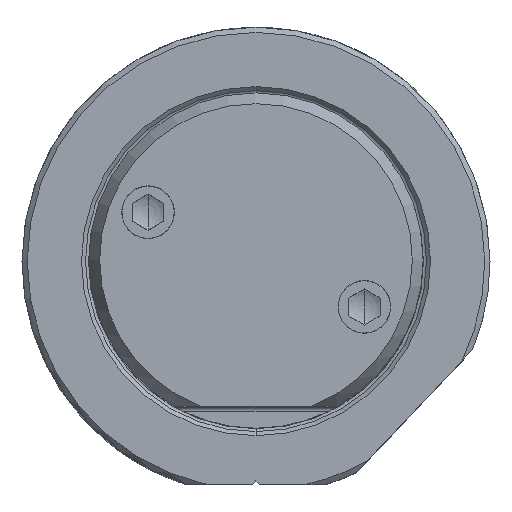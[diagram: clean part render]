
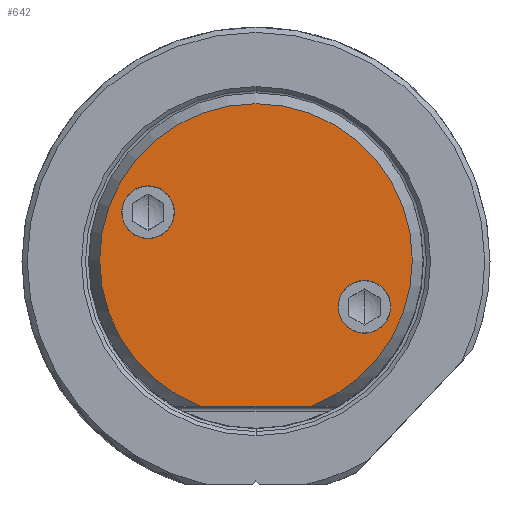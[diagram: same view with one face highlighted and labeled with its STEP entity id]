
A CAD part, top view. The second image highlights one B-rep face of the part: STEP entity #642.
In plain terms, the highlighted planar face has unit normal (0, 0, 1).
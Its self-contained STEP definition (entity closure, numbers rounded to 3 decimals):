
#145=PLANE('',#5757);
#642=ADVANCED_FACE('',(#928,#929,#930),#145,.T.);
#928=FACE_BOUND('',#1070,.T.);
#929=FACE_BOUND('',#1071,.T.);
#930=FACE_BOUND('',#1072,.T.);
#1070=EDGE_LOOP('',(#2917,#2918,#2919,#2920));
#1071=EDGE_LOOP('',(#2921,#2922));
#1072=EDGE_LOOP('',(#2923,#2924));
#1412=LINE('',#11221,#1718);
#1718=VECTOR('',#6782,1.);
#2006=CIRCLE('',#5749,14.847);
#2007=CIRCLE('',#5750,14.847);
#2008=CIRCLE('',#5751,14.847);
#2009=CIRCLE('',#5753,2.5);
#2010=CIRCLE('',#5754,2.5);
#2011=CIRCLE('',#5755,2.5);
#2012=CIRCLE('',#5756,2.5);
#2917=ORIENTED_EDGE('',*,*,#4734,.T.);
#2918=ORIENTED_EDGE('',*,*,#4733,.T.);
#2919=ORIENTED_EDGE('',*,*,#4730,.F.);
#2920=ORIENTED_EDGE('',*,*,#4735,.T.);
#2921=ORIENTED_EDGE('',*,*,#4736,.T.);
#2922=ORIENTED_EDGE('',*,*,#4737,.T.);
#2923=ORIENTED_EDGE('',*,*,#4738,.T.);
#2924=ORIENTED_EDGE('',*,*,#4739,.T.);
#4071=VERTEX_POINT('',#11222);
#4072=VERTEX_POINT('',#11223);
#4073=VERTEX_POINT('',#11234);
#4074=VERTEX_POINT('',#11236);
#4075=VERTEX_POINT('',#11240);
#4076=VERTEX_POINT('',#11241);
#4077=VERTEX_POINT('',#11244);
#4078=VERTEX_POINT('',#11245);
#4730=EDGE_CURVE('',#4071,#4072,#1412,.T.);
#4733=EDGE_CURVE('',#4073,#4072,#2006,.T.);
#4734=EDGE_CURVE('',#4074,#4073,#2007,.T.);
#4735=EDGE_CURVE('',#4071,#4074,#2008,.T.);
#4736=EDGE_CURVE('',#4075,#4076,#2009,.T.);
#4737=EDGE_CURVE('',#4076,#4075,#2010,.T.);
#4738=EDGE_CURVE('',#4077,#4078,#2011,.T.);
#4739=EDGE_CURVE('',#4078,#4077,#2012,.T.);
#5749=AXIS2_PLACEMENT_3D('',#11233,#6785,#6786);
#5750=AXIS2_PLACEMENT_3D('',#11235,#6787,#6788);
#5751=AXIS2_PLACEMENT_3D('',#11237,#6789,#6790);
#5753=AXIS2_PLACEMENT_3D('',#11239,#6793,#6794);
#5754=AXIS2_PLACEMENT_3D('',#11242,#6795,#6796);
#5755=AXIS2_PLACEMENT_3D('',#11243,#6797,#6798);
#5756=AXIS2_PLACEMENT_3D('',#11246,#6799,#6800);
#5757=AXIS2_PLACEMENT_3D('',#11247,#6801,#6802);
#6782=DIRECTION('',(-1.,0.,0.));
#6785=DIRECTION('',(0.,0.,1.));
#6786=DIRECTION('',(-1.,0.,0.));
#6787=DIRECTION('',(0.,0.,1.));
#6788=DIRECTION('',(1.,0.,0.));
#6789=DIRECTION('',(0.,0.,1.));
#6790=DIRECTION('',(0.356,-0.935,0.));
#6793=DIRECTION('',(0.,0.,-1.));
#6794=DIRECTION('',(1.,0.,0.));
#6795=DIRECTION('',(0.,0.,-1.));
#6796=DIRECTION('',(-1.,0.,0.));
#6797=DIRECTION('',(0.,0.,-1.));
#6798=DIRECTION('',(1.,0.,0.));
#6799=DIRECTION('',(0.,0.,-1.));
#6800=DIRECTION('',(-1.,0.,0.));
#6801=DIRECTION('',(0.,0.,1.));
#6802=DIRECTION('',(1.,0.,0.));
#11221=CARTESIAN_POINT('',(5.284,-13.875,60.33));
#11222=CARTESIAN_POINT('',(5.284,-13.875,60.33));
#11223=CARTESIAN_POINT('',(-5.284,-13.875,60.33));
#11233=CARTESIAN_POINT('',(0.,0.,60.33));
#11234=CARTESIAN_POINT('',(-14.847,0.,60.33));
#11235=CARTESIAN_POINT('',(0.,0.,60.33));
#11236=CARTESIAN_POINT('',(14.847,0.,60.33));
#11237=CARTESIAN_POINT('',(0.,0.,60.33));
#11239=CARTESIAN_POINT('',(10.293,-4.452,60.33));
#11240=CARTESIAN_POINT('',(12.793,-4.452,60.33));
#11241=CARTESIAN_POINT('',(7.793,-4.452,60.33));
#11242=CARTESIAN_POINT('',(10.293,-4.452,60.33));
#11243=CARTESIAN_POINT('',(-10.254,4.541,60.33));
#11244=CARTESIAN_POINT('',(-7.754,4.541,60.33));
#11245=CARTESIAN_POINT('',(-12.754,4.541,60.33));
#11246=CARTESIAN_POINT('',(-10.254,4.541,60.33));
#11247=CARTESIAN_POINT('',(0.,0.486,60.33));
